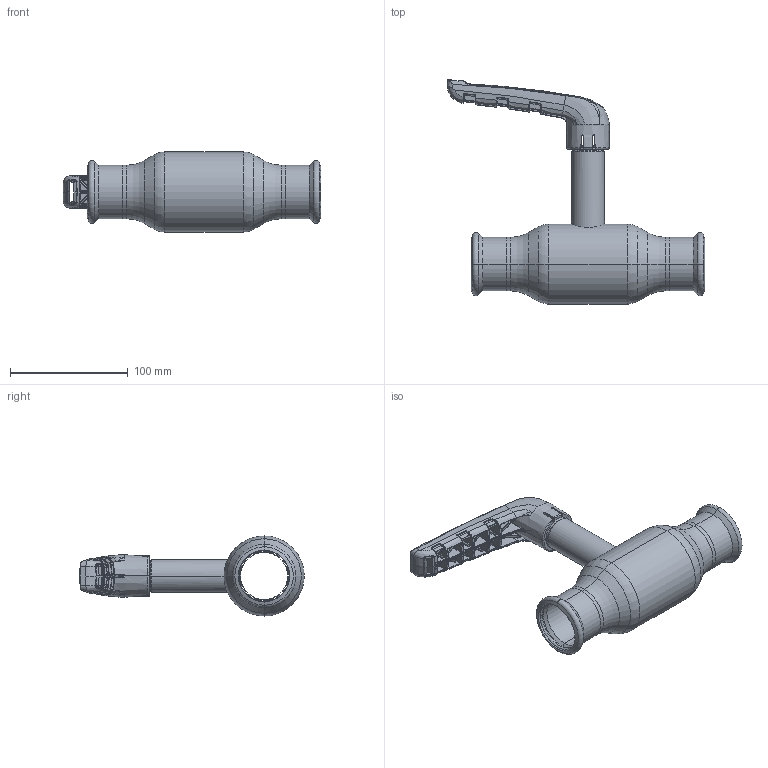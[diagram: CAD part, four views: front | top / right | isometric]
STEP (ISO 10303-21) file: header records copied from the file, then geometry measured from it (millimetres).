
FILE_DESCRIPTION (( 'STEP AP214' ), '1' );
FILE_NAME ('XPR10101 DN40 42 x 42.step', '2018-09-10T11:21:12', ( '' ), ( '' ), 'SwSTEP 2.0', 'SolidWorks 2017', '' );
FILE_SCHEMA (( 'AUTOMOTIVE_DESIGN' ));
Length unit declared in the file: millimetre
Products named in the file (1): XPR10101 DN40 42 x 42
Bounding box: 218.35 x 190.31 x 68 mm (x, y, z)
Surface area: 79410.3 mm2 (no closed solid volume)
Topology: 0 solids, 14 shells, 761 faces, 2791 edges, 1879 vertices
Faces by surface type: bspline 629, plane 39, cylinder 34, cone 30, torus 21, sphere 8
Entity records: 60578 total; most frequent: CARTESIAN_POINT 35391, ORIENTED_EDGE 4202, EDGE_CURVE 2763, B_SPLINE_CURVE_WITH_KNOTS 1995, VERTEX_POINT 1877, DIRECTION 1636, EDGE_LOOP 775, UNCERTAINTY_MEASURE_WITH_UNIT 763
